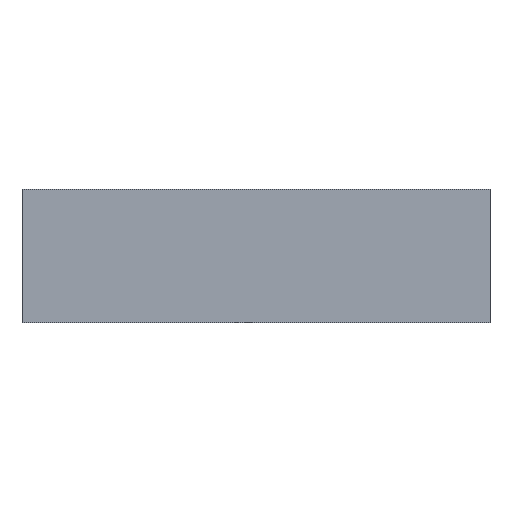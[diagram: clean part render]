
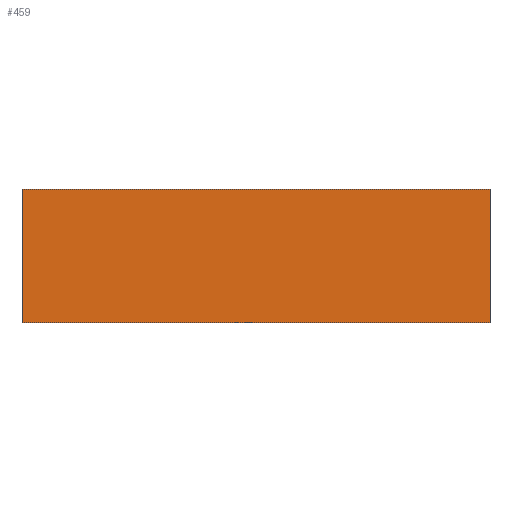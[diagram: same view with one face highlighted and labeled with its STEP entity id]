
A CAD part, front view. The second image highlights one B-rep face of the part: STEP entity #459.
In plain terms, the highlighted planar face has unit normal (0, -1, 0).
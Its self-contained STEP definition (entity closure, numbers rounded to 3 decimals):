
#341=CARTESIAN_POINT('',(-16.,-66.2,15.5));
#342=VERTEX_POINT('',#341);
#359=CARTESIAN_POINT('',(-16.,-66.2,18.5));
#360=VERTEX_POINT('',#359);
#367=CARTESIAN_POINT('',(-16.,-66.2,18.5));
#368=DIRECTION('',(0.,0.,-1.));
#369=VECTOR('',#368,3.);
#370=LINE('',#367,#369);
#371=EDGE_CURVE('',#360,#342,#370,.T.);
#412=CARTESIAN_POINT('',(-26.5,-66.2,15.5));
#413=VERTEX_POINT('',#412);
#420=CARTESIAN_POINT('',(-26.5,-66.2,18.5));
#421=VERTEX_POINT('',#420);
#422=CARTESIAN_POINT('',(-26.5,-66.2,18.5));
#423=DIRECTION('',(0.,0.,-1.));
#424=VECTOR('',#423,3.);
#425=LINE('',#422,#424);
#426=EDGE_CURVE('',#421,#413,#425,.T.);
#438=CARTESIAN_POINT('',(-21.25,-66.2,18.5));
#439=DIRECTION('',(0.,1.,0.));
#440=DIRECTION('',(0.,0.,1.));
#441=AXIS2_PLACEMENT_3D('',#438,#439,#440);
#442=PLANE('',#441);
#443=CARTESIAN_POINT('',(-26.5,-66.2,15.5));
#444=DIRECTION('',(1.,0.,-0.));
#445=VECTOR('',#444,10.5);
#446=LINE('',#443,#445);
#447=EDGE_CURVE('',#413,#342,#446,.T.);
#448=ORIENTED_EDGE('',*,*,#447,.T.);
#449=ORIENTED_EDGE('',*,*,#371,.F.);
#450=CARTESIAN_POINT('',(-26.5,-66.2,18.5));
#451=DIRECTION('',(1.,0.,-0.));
#452=VECTOR('',#451,10.5);
#453=LINE('',#450,#452);
#454=EDGE_CURVE('',#421,#360,#453,.T.);
#455=ORIENTED_EDGE('',*,*,#454,.F.);
#456=ORIENTED_EDGE('',*,*,#426,.T.);
#457=EDGE_LOOP('',(#448,#449,#455,#456));
#458=FACE_BOUND('',#457,.T.);
#459=ADVANCED_FACE('',(#458),#442,.F.);
